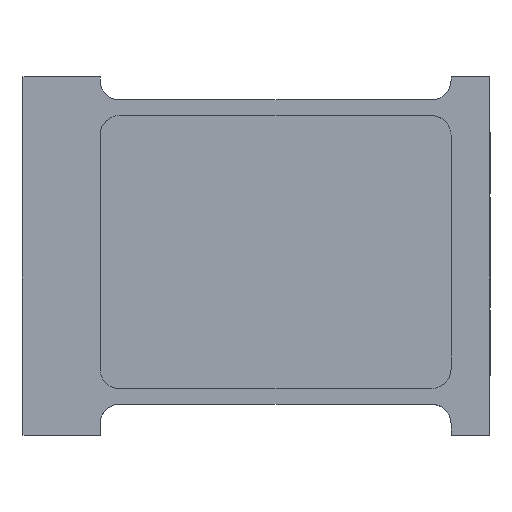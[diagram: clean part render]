
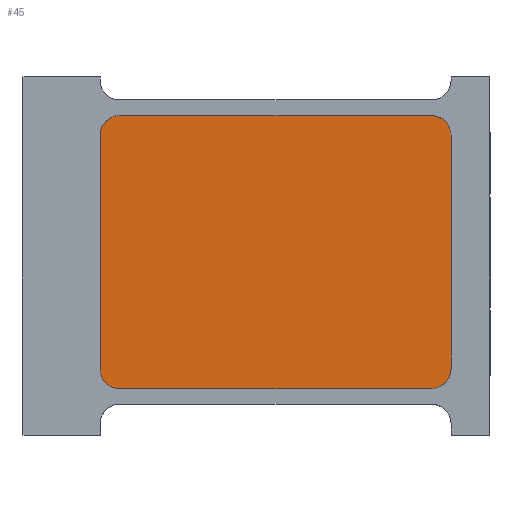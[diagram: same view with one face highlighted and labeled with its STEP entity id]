
A CAD part, top view. The second image highlights one B-rep face of the part: STEP entity #45.
In plain terms, the highlighted planar face has unit normal (0, 0, 1).
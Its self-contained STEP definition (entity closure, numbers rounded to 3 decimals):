
#45=ADVANCED_FACE('',(#84),#623,.T.);
#84=FACE_OUTER_BOUND('',#128,.T.);
#128=EDGE_LOOP('',(#285,#286,#287,#288,#289,#290,#291,#292));
#285=ORIENTED_EDGE('',*,*,#403,.F.);
#286=ORIENTED_EDGE('',*,*,#401,.F.);
#287=ORIENTED_EDGE('',*,*,#398,.F.);
#288=ORIENTED_EDGE('',*,*,#396,.F.);
#289=ORIENTED_EDGE('',*,*,#393,.F.);
#290=ORIENTED_EDGE('',*,*,#391,.F.);
#291=ORIENTED_EDGE('',*,*,#388,.F.);
#292=ORIENTED_EDGE('',*,*,#386,.F.);
#386=EDGE_CURVE('',#573,#574,#486,.T.);
#388=EDGE_CURVE('',#574,#575,#487,.T.);
#391=EDGE_CURVE('',#575,#576,#490,.T.);
#393=EDGE_CURVE('',#576,#577,#491,.T.);
#396=EDGE_CURVE('',#577,#578,#494,.T.);
#398=EDGE_CURVE('',#578,#579,#495,.T.);
#401=EDGE_CURVE('',#579,#580,#498,.T.);
#403=EDGE_CURVE('',#580,#573,#499,.T.);
#486=(
BOUNDED_CURVE()
B_SPLINE_CURVE(2,(#1189,#1190,#1191),.UNSPECIFIED.,.F.,.F.)
B_SPLINE_CURVE_WITH_KNOTS((3,3),(7.854,87.854),
 .UNSPECIFIED.)
CURVE()
GEOMETRIC_REPRESENTATION_ITEM()
RATIONAL_B_SPLINE_CURVE((1.,1.,1.))
REPRESENTATION_ITEM('')
);
#487=(
BOUNDED_CURVE()
B_SPLINE_CURVE(2,(#1194,#1195,#1196),.UNSPECIFIED.,.F.,.F.)
B_SPLINE_CURVE_WITH_KNOTS((3,3),(87.854,95.708),
 .UNSPECIFIED.)
CURVE()
GEOMETRIC_REPRESENTATION_ITEM()
RATIONAL_B_SPLINE_CURVE((1.,0.707,1.))
REPRESENTATION_ITEM('')
);
#490=(
BOUNDED_CURVE()
B_SPLINE_CURVE(2,(#1202,#1203,#1204),.UNSPECIFIED.,.F.,.F.)
B_SPLINE_CURVE_WITH_KNOTS((3,3),(95.708,155.708),
 .UNSPECIFIED.)
CURVE()
GEOMETRIC_REPRESENTATION_ITEM()
RATIONAL_B_SPLINE_CURVE((1.,1.,1.))
REPRESENTATION_ITEM('')
);
#491=(
BOUNDED_CURVE()
B_SPLINE_CURVE(2,(#1207,#1208,#1209),.UNSPECIFIED.,.F.,.F.)
B_SPLINE_CURVE_WITH_KNOTS((3,3),(155.708,163.562),
 .UNSPECIFIED.)
CURVE()
GEOMETRIC_REPRESENTATION_ITEM()
RATIONAL_B_SPLINE_CURVE((1.,0.707,1.))
REPRESENTATION_ITEM('')
);
#494=(
BOUNDED_CURVE()
B_SPLINE_CURVE(2,(#1215,#1216,#1217),.UNSPECIFIED.,.F.,.F.)
B_SPLINE_CURVE_WITH_KNOTS((3,3),(163.562,243.562),
 .UNSPECIFIED.)
CURVE()
GEOMETRIC_REPRESENTATION_ITEM()
RATIONAL_B_SPLINE_CURVE((1.,1.,1.))
REPRESENTATION_ITEM('')
);
#495=(
BOUNDED_CURVE()
B_SPLINE_CURVE(2,(#1220,#1221,#1222),.UNSPECIFIED.,.F.,.F.)
B_SPLINE_CURVE_WITH_KNOTS((3,3),(243.562,251.416),
 .UNSPECIFIED.)
CURVE()
GEOMETRIC_REPRESENTATION_ITEM()
RATIONAL_B_SPLINE_CURVE((1.,0.707,1.))
REPRESENTATION_ITEM('')
);
#498=(
BOUNDED_CURVE()
B_SPLINE_CURVE(2,(#1228,#1229,#1230),.UNSPECIFIED.,.F.,.F.)
B_SPLINE_CURVE_WITH_KNOTS((3,3),(251.416,311.416),
 .UNSPECIFIED.)
CURVE()
GEOMETRIC_REPRESENTATION_ITEM()
RATIONAL_B_SPLINE_CURVE((1.,1.,1.))
REPRESENTATION_ITEM('')
);
#499=(
BOUNDED_CURVE()
B_SPLINE_CURVE(2,(#1233,#1234,#1235),.UNSPECIFIED.,.F.,.F.)
B_SPLINE_CURVE_WITH_KNOTS((3,3),(311.416,319.27),
 .UNSPECIFIED.)
CURVE()
GEOMETRIC_REPRESENTATION_ITEM()
RATIONAL_B_SPLINE_CURVE((1.,0.707,1.))
REPRESENTATION_ITEM('')
);
#573=VERTEX_POINT('',#1031);
#574=VERTEX_POINT('',#1032);
#575=VERTEX_POINT('',#1033);
#576=VERTEX_POINT('',#1034);
#577=VERTEX_POINT('',#1035);
#578=VERTEX_POINT('',#1036);
#579=VERTEX_POINT('',#1037);
#580=VERTEX_POINT('',#1038);
#623=PLANE('',#734);
#734=AXIS2_PLACEMENT_3D('',#834,#760,$);
#760=DIRECTION('',(0.,0.,1.));
#834=CARTESIAN_POINT('',(-1.099,-188.142,8.696));
#1031=CARTESIAN_POINT('',(29.348,-20.739,8.696));
#1032=CARTESIAN_POINT('',(203.261,-20.739,8.696));
#1033=CARTESIAN_POINT('',(214.13,-31.609,8.696));
#1034=CARTESIAN_POINT('',(214.13,-162.043,8.696));
#1035=CARTESIAN_POINT('',(203.261,-172.913,8.696));
#1036=CARTESIAN_POINT('',(29.348,-172.913,8.696));
#1037=CARTESIAN_POINT('',(18.478,-162.043,8.696));
#1038=CARTESIAN_POINT('',(18.478,-31.609,8.696));
#1189=CARTESIAN_POINT('',(29.348,-20.739,8.696));
#1190=CARTESIAN_POINT('',(116.304,-20.739,8.696));
#1191=CARTESIAN_POINT('',(203.261,-20.739,8.696));
#1194=CARTESIAN_POINT('',(203.261,-20.739,8.696));
#1195=CARTESIAN_POINT('',(214.13,-20.739,8.696));
#1196=CARTESIAN_POINT('',(214.13,-31.609,8.696));
#1202=CARTESIAN_POINT('',(214.13,-31.609,8.696));
#1203=CARTESIAN_POINT('',(214.13,-96.826,8.696));
#1204=CARTESIAN_POINT('',(214.13,-162.043,8.696));
#1207=CARTESIAN_POINT('',(214.13,-162.043,8.696));
#1208=CARTESIAN_POINT('',(214.13,-172.913,8.696));
#1209=CARTESIAN_POINT('',(203.261,-172.913,8.696));
#1215=CARTESIAN_POINT('',(203.261,-172.913,8.696));
#1216=CARTESIAN_POINT('',(116.304,-172.913,8.696));
#1217=CARTESIAN_POINT('',(29.348,-172.913,8.696));
#1220=CARTESIAN_POINT('',(29.348,-172.913,8.696));
#1221=CARTESIAN_POINT('',(18.478,-172.913,8.696));
#1222=CARTESIAN_POINT('',(18.478,-162.043,8.696));
#1228=CARTESIAN_POINT('',(18.478,-162.043,8.696));
#1229=CARTESIAN_POINT('',(18.478,-96.826,8.696));
#1230=CARTESIAN_POINT('',(18.478,-31.609,8.696));
#1233=CARTESIAN_POINT('',(18.478,-31.609,8.696));
#1234=CARTESIAN_POINT('',(18.478,-20.739,8.696));
#1235=CARTESIAN_POINT('',(29.348,-20.739,8.696));
